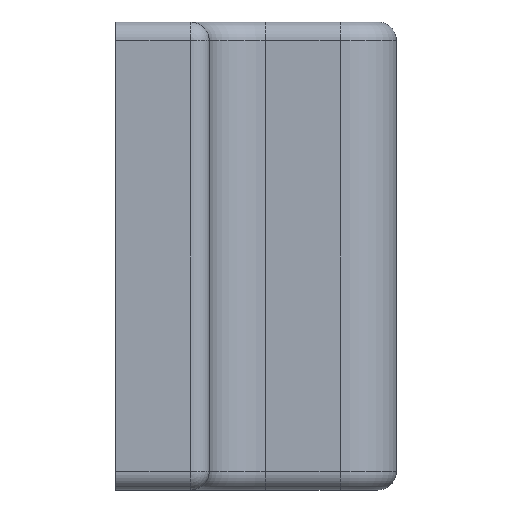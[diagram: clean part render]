
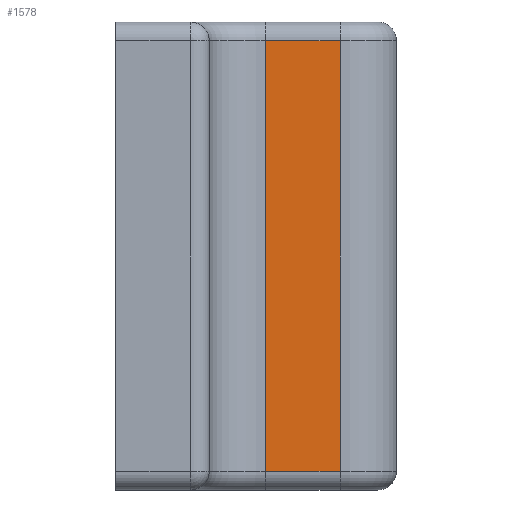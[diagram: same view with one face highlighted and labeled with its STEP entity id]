
A CAD part, front view. The second image highlights one B-rep face of the part: STEP entity #1578.
In plain terms, the highlighted planar face has unit normal (0, -1, 0).
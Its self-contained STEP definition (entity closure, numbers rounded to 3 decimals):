
#105 = CYLINDRICAL_SURFACE('',#106,1.);
#106 = AXIS2_PLACEMENT_3D('',#107,#108,#109);
#107 = CARTESIAN_POINT('',(3.,-1.,-33.));
#108 = DIRECTION('',(1.,0.,0.));
#109 = DIRECTION('',(0.,0.,-1.));
#454 = VERTEX_POINT('',#455);
#455 = CARTESIAN_POINT('',(7.,-2.,-33.));
#492 = CYLINDRICAL_SURFACE('',#493,3.);
#493 = AXIS2_PLACEMENT_3D('',#494,#495,#496);
#494 = CARTESIAN_POINT('',(7.,1.,-9.));
#495 = DIRECTION('',(0.,0.,-1.));
#496 = DIRECTION('',(1.,0.,0.));
#508 = VERTEX_POINT('',#509);
#509 = CARTESIAN_POINT('',(3.,-2.,-33.));
#529 = EDGE_CURVE('',#508,#454,#530,.T.);
#530 = SURFACE_CURVE('',#531,(#535,#542),.PCURVE_S1.);
#531 = LINE('',#532,#533);
#532 = CARTESIAN_POINT('',(3.,-2.,-33.));
#533 = VECTOR('',#534,1.);
#534 = DIRECTION('',(1.,0.,0.));
#535 = PCURVE('',#105,#536);
#536 = DEFINITIONAL_REPRESENTATION('',(#537),#541);
#537 = LINE('',#538,#539);
#538 = CARTESIAN_POINT('',(-1.571,0.));
#539 = VECTOR('',#540,1.);
#540 = DIRECTION('',(0.,1.));
#541 = ( GEOMETRIC_REPRESENTATION_CONTEXT(2) 
PARAMETRIC_REPRESENTATION_CONTEXT() REPRESENTATION_CONTEXT('2D SPACE',''
  ) );
#542 = PCURVE('',#543,#548);
#543 = PLANE('',#544);
#544 = AXIS2_PLACEMENT_3D('',#545,#546,#547);
#545 = CARTESIAN_POINT('',(-5.,-2.,-9.));
#546 = DIRECTION('',(0.,1.,0.));
#547 = DIRECTION('',(1.,0.,0.));
#548 = DEFINITIONAL_REPRESENTATION('',(#549),#553);
#549 = LINE('',#550,#551);
#550 = CARTESIAN_POINT('',(8.,24.));
#551 = VECTOR('',#552,1.);
#552 = DIRECTION('',(1.,0.));
#553 = ( GEOMETRIC_REPRESENTATION_CONTEXT(2) 
PARAMETRIC_REPRESENTATION_CONTEXT() REPRESENTATION_CONTEXT('2D SPACE',''
  ) );
#947 = CYLINDRICAL_SURFACE('',#948,3.);
#948 = AXIS2_PLACEMENT_3D('',#949,#950,#951);
#949 = CARTESIAN_POINT('',(3.,-5.,-9.));
#950 = DIRECTION('',(0.,0.,-1.));
#951 = DIRECTION('',(-1.,0.,0.));
#1529 = VERTEX_POINT('',#1530);
#1530 = CARTESIAN_POINT('',(7.,-2.,-10.));
#1557 = EDGE_CURVE('',#1529,#454,#1558,.T.);
#1558 = SURFACE_CURVE('',#1559,(#1563,#1570),.PCURVE_S1.);
#1559 = LINE('',#1560,#1561);
#1560 = CARTESIAN_POINT('',(7.,-2.,-9.));
#1561 = VECTOR('',#1562,1.);
#1562 = DIRECTION('',(0.,0.,-1.));
#1563 = PCURVE('',#492,#1564);
#1564 = DEFINITIONAL_REPRESENTATION('',(#1565),#1569);
#1565 = LINE('',#1566,#1567);
#1566 = CARTESIAN_POINT('',(1.571,0.));
#1567 = VECTOR('',#1568,1.);
#1568 = DIRECTION('',(0.,1.));
#1569 = ( GEOMETRIC_REPRESENTATION_CONTEXT(2) 
PARAMETRIC_REPRESENTATION_CONTEXT() REPRESENTATION_CONTEXT('2D SPACE',''
  ) );
#1570 = PCURVE('',#543,#1571);
#1571 = DEFINITIONAL_REPRESENTATION('',(#1572),#1576);
#1572 = LINE('',#1573,#1574);
#1573 = CARTESIAN_POINT('',(12.,0.));
#1574 = VECTOR('',#1575,1.);
#1575 = DIRECTION('',(0.,1.));
#1576 = ( GEOMETRIC_REPRESENTATION_CONTEXT(2) 
PARAMETRIC_REPRESENTATION_CONTEXT() REPRESENTATION_CONTEXT('2D SPACE',''
  ) );
#1578 = ADVANCED_FACE('',(#1579),#543,.F.);
#1579 = FACE_BOUND('',#1580,.F.);
#1580 = EDGE_LOOP('',(#1581,#1604,#1630,#1631));
#1581 = ORIENTED_EDGE('',*,*,#1582,.F.);
#1582 = EDGE_CURVE('',#1583,#508,#1585,.T.);
#1583 = VERTEX_POINT('',#1584);
#1584 = CARTESIAN_POINT('',(3.,-2.,-10.));
#1585 = SURFACE_CURVE('',#1586,(#1590,#1597),.PCURVE_S1.);
#1586 = LINE('',#1587,#1588);
#1587 = CARTESIAN_POINT('',(3.,-2.,-9.));
#1588 = VECTOR('',#1589,1.);
#1589 = DIRECTION('',(0.,0.,-1.));
#1590 = PCURVE('',#543,#1591);
#1591 = DEFINITIONAL_REPRESENTATION('',(#1592),#1596);
#1592 = LINE('',#1593,#1594);
#1593 = CARTESIAN_POINT('',(8.,0.));
#1594 = VECTOR('',#1595,1.);
#1595 = DIRECTION('',(0.,1.));
#1596 = ( GEOMETRIC_REPRESENTATION_CONTEXT(2) 
PARAMETRIC_REPRESENTATION_CONTEXT() REPRESENTATION_CONTEXT('2D SPACE',''
  ) );
#1597 = PCURVE('',#947,#1598);
#1598 = DEFINITIONAL_REPRESENTATION('',(#1599),#1603);
#1599 = LINE('',#1600,#1601);
#1600 = CARTESIAN_POINT('',(1.571,0.));
#1601 = VECTOR('',#1602,1.);
#1602 = DIRECTION('',(0.,1.));
#1603 = ( GEOMETRIC_REPRESENTATION_CONTEXT(2) 
PARAMETRIC_REPRESENTATION_CONTEXT() REPRESENTATION_CONTEXT('2D SPACE',''
  ) );
#1604 = ORIENTED_EDGE('',*,*,#1605,.T.);
#1605 = EDGE_CURVE('',#1583,#1529,#1606,.T.);
#1606 = SURFACE_CURVE('',#1607,(#1611,#1618),.PCURVE_S1.);
#1607 = LINE('',#1608,#1609);
#1608 = CARTESIAN_POINT('',(3.,-2.,-10.));
#1609 = VECTOR('',#1610,1.);
#1610 = DIRECTION('',(1.,0.,0.));
#1611 = PCURVE('',#543,#1612);
#1612 = DEFINITIONAL_REPRESENTATION('',(#1613),#1617);
#1613 = LINE('',#1614,#1615);
#1614 = CARTESIAN_POINT('',(8.,1.));
#1615 = VECTOR('',#1616,1.);
#1616 = DIRECTION('',(1.,0.));
#1617 = ( GEOMETRIC_REPRESENTATION_CONTEXT(2) 
PARAMETRIC_REPRESENTATION_CONTEXT() REPRESENTATION_CONTEXT('2D SPACE',''
  ) );
#1618 = PCURVE('',#1619,#1624);
#1619 = CYLINDRICAL_SURFACE('',#1620,1.);
#1620 = AXIS2_PLACEMENT_3D('',#1621,#1622,#1623);
#1621 = CARTESIAN_POINT('',(3.,-1.,-10.));
#1622 = DIRECTION('',(1.,0.,0.));
#1623 = DIRECTION('',(0.,-1.,0.));
#1624 = DEFINITIONAL_REPRESENTATION('',(#1625),#1629);
#1625 = LINE('',#1626,#1627);
#1626 = CARTESIAN_POINT('',(0.,0.));
#1627 = VECTOR('',#1628,1.);
#1628 = DIRECTION('',(0.,1.));
#1629 = ( GEOMETRIC_REPRESENTATION_CONTEXT(2) 
PARAMETRIC_REPRESENTATION_CONTEXT() REPRESENTATION_CONTEXT('2D SPACE',''
  ) );
#1630 = ORIENTED_EDGE('',*,*,#1557,.T.);
#1631 = ORIENTED_EDGE('',*,*,#529,.F.);
